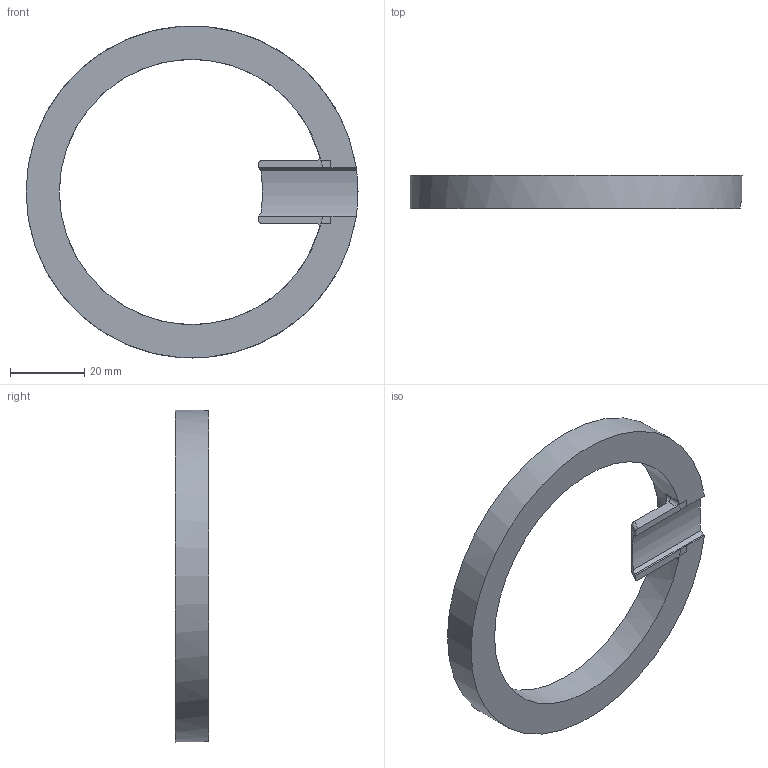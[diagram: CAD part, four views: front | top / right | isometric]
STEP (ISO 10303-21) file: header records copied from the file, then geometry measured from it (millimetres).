
FILE_DESCRIPTION(('FreeCAD Model'),'2;1');
FILE_NAME('Open CASCADE Shape Model','2025-10-26T13:31:21',(''),(''), 'Open CASCADE STEP processor 7.8','FreeCAD','Unknown');
FILE_SCHEMA(('AUTOMOTIVE_DESIGN { 1 0 10303 214 1 1 1 1 }'));
Length unit declared in the file: millimetre
Products named in the file (1): Body
Bounding box: 89.7 x 9 x 89.7 mm (x, y, z)
Volume: 12944 mm3; surface area: 12846.8 mm2
Topology: 1 solids, 1 shells, 54 faces, 149 edges, 97 vertices
Faces by surface type: plane 24, bspline 18, cylinder 11, cone 1
Full cylindrical faces by diameter (mm): 71.7 x1, 75.5 x1, 85.9 x1, 89.7 x1
Entity records: 4922 total; most frequent: CARTESIAN_POINT 2103, DIRECTION 457, ORIENTED_EDGE 300, PCURVE 298, DEFINITIONAL_REPRESENTATION 298, LINE 242, VECTOR 242, EDGE_CURVE 149
